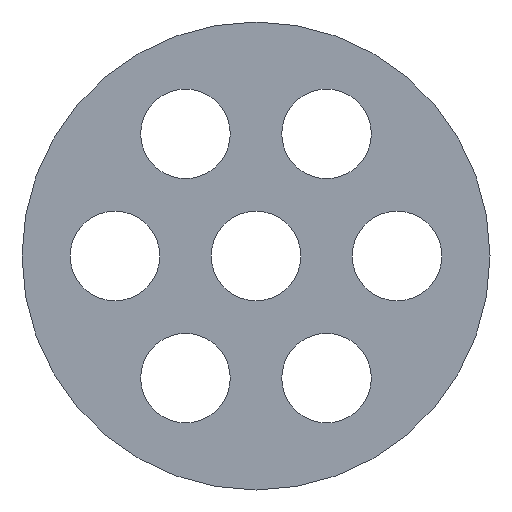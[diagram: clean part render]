
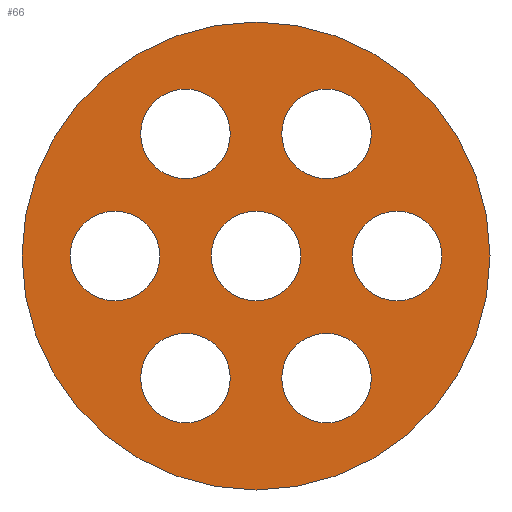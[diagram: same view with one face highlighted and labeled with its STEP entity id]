
A CAD part, left-side view. The second image highlights one B-rep face of the part: STEP entity #66.
In plain terms, the highlighted planar face has unit normal (-1, 0, 0).
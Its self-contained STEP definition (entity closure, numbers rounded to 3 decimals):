
#66 = ADVANCED_FACE( '', ( #159, #160, #161, #162, #163, #164, #165, #166 ), #167, .F. );
#159 = FACE_BOUND( '', #298, .T. );
#160 = FACE_BOUND( '', #299, .T. );
#161 = FACE_BOUND( '', #300, .T. );
#162 = FACE_BOUND( '', #301, .T. );
#163 = FACE_BOUND( '', #302, .T. );
#164 = FACE_BOUND( '', #303, .T. );
#165 = FACE_BOUND( '', #304, .T. );
#166 = FACE_OUTER_BOUND( '', #305, .T. );
#167 = PLANE( '', #306 );
#298 = EDGE_LOOP( '', ( #443 ) );
#299 = EDGE_LOOP( '', ( #444 ) );
#300 = EDGE_LOOP( '', ( #445 ) );
#301 = EDGE_LOOP( '', ( #446 ) );
#302 = EDGE_LOOP( '', ( #447 ) );
#303 = EDGE_LOOP( '', ( #448 ) );
#304 = EDGE_LOOP( '', ( #449 ) );
#305 = EDGE_LOOP( '', ( #450 ) );
#306 = AXIS2_PLACEMENT_3D( '', #451, #452, #453 );
#443 = ORIENTED_EDGE( '', *, *, #747, .T. );
#444 = ORIENTED_EDGE( '', *, *, #754, .T. );
#445 = ORIENTED_EDGE( '', *, *, #755, .T. );
#446 = ORIENTED_EDGE( '', *, *, #756, .T. );
#447 = ORIENTED_EDGE( '', *, *, #757, .T. );
#448 = ORIENTED_EDGE( '', *, *, #758, .T. );
#449 = ORIENTED_EDGE( '', *, *, #759, .T. );
#450 = ORIENTED_EDGE( '', *, *, #760, .F. );
#451 = CARTESIAN_POINT( '', ( 0., 0., 0. ) );
#452 = DIRECTION( '', ( 1., 0., 0. ) );
#453 = DIRECTION( '', ( 0., 0., -1. ) );
#747 = EDGE_CURVE( '', #876, #876, #877, .T. );
#754 = EDGE_CURVE( '', #888, #888, #889, .T. );
#755 = EDGE_CURVE( '', #890, #890, #891, .T. );
#756 = EDGE_CURVE( '', #892, #892, #893, .T. );
#757 = EDGE_CURVE( '', #894, #894, #895, .T. );
#758 = EDGE_CURVE( '', #896, #896, #897, .T. );
#759 = EDGE_CURVE( '', #898, #898, #899, .T. );
#760 = EDGE_CURVE( '', #900, #900, #901, .T. );
#876 = VERTEX_POINT( '', #1068 );
#877 = CIRCLE( '', #1069, 4. );
#888 = VERTEX_POINT( '', #1084 );
#889 = CIRCLE( '', #1085, 4. );
#890 = VERTEX_POINT( '', #1086 );
#891 = CIRCLE( '', #1087, 4. );
#892 = VERTEX_POINT( '', #1088 );
#893 = CIRCLE( '', #1089, 4. );
#894 = VERTEX_POINT( '', #1090 );
#895 = CIRCLE( '', #1091, 4. );
#896 = VERTEX_POINT( '', #1092 );
#897 = CIRCLE( '', #1093, 4. );
#898 = VERTEX_POINT( '', #1094 );
#899 = CIRCLE( '', #1095, 4. );
#900 = VERTEX_POINT( '', #1096 );
#901 = CIRCLE( '', #1097, 20.9 );
#1068 = CARTESIAN_POINT( '', ( 0., -6.3, 6.912 ) );
#1069 = AXIS2_PLACEMENT_3D( '', #1299, #1300, #1301 );
#1084 = CARTESIAN_POINT( '', ( 0., 6.3, 6.912 ) );
#1085 = AXIS2_PLACEMENT_3D( '', #1306, #1307, #1308 );
#1086 = CARTESIAN_POINT( '', ( 0., -12.6, -4. ) );
#1087 = AXIS2_PLACEMENT_3D( '', #1309, #1310, #1311 );
#1088 = CARTESIAN_POINT( '', ( 0., 0., -4. ) );
#1089 = AXIS2_PLACEMENT_3D( '', #1312, #1313, #1314 );
#1090 = CARTESIAN_POINT( '', ( 0., 12.6, -4. ) );
#1091 = AXIS2_PLACEMENT_3D( '', #1315, #1316, #1317 );
#1092 = CARTESIAN_POINT( '', ( 0., -6.3, -14.912 ) );
#1093 = AXIS2_PLACEMENT_3D( '', #1318, #1319, #1320 );
#1094 = CARTESIAN_POINT( '', ( 0., 6.3, -14.912 ) );
#1095 = AXIS2_PLACEMENT_3D( '', #1321, #1322, #1323 );
#1096 = CARTESIAN_POINT( '', ( 0., 0., -20.9 ) );
#1097 = AXIS2_PLACEMENT_3D( '', #1324, #1325, #1326 );
#1299 = CARTESIAN_POINT( '', ( 0., -6.3, 10.912 ) );
#1300 = DIRECTION( '', ( 1., 0., 0. ) );
#1301 = DIRECTION( '', ( 0., 0., -1. ) );
#1306 = CARTESIAN_POINT( '', ( 0., 6.3, 10.912 ) );
#1307 = DIRECTION( '', ( 1., 0., 0. ) );
#1308 = DIRECTION( '', ( 0., 0., -1. ) );
#1309 = CARTESIAN_POINT( '', ( 0., -12.6, 0. ) );
#1310 = DIRECTION( '', ( 1., 0., 0. ) );
#1311 = DIRECTION( '', ( 0., 0., -1. ) );
#1312 = CARTESIAN_POINT( '', ( 0., 0., 0. ) );
#1313 = DIRECTION( '', ( 1., 0., 0. ) );
#1314 = DIRECTION( '', ( 0., 0., -1. ) );
#1315 = CARTESIAN_POINT( '', ( 0., 12.6, 0. ) );
#1316 = DIRECTION( '', ( 1., 0., 0. ) );
#1317 = DIRECTION( '', ( 0., 0., -1. ) );
#1318 = CARTESIAN_POINT( '', ( 0., -6.3, -10.912 ) );
#1319 = DIRECTION( '', ( 1., 0., 0. ) );
#1320 = DIRECTION( '', ( 0., 0., -1. ) );
#1321 = CARTESIAN_POINT( '', ( 0., 6.3, -10.912 ) );
#1322 = DIRECTION( '', ( 1., 0., 0. ) );
#1323 = DIRECTION( '', ( 0., 0., -1. ) );
#1324 = CARTESIAN_POINT( '', ( 0., 0., 0. ) );
#1325 = DIRECTION( '', ( 1., 0., 0. ) );
#1326 = DIRECTION( '', ( 0., 0., -1. ) );
